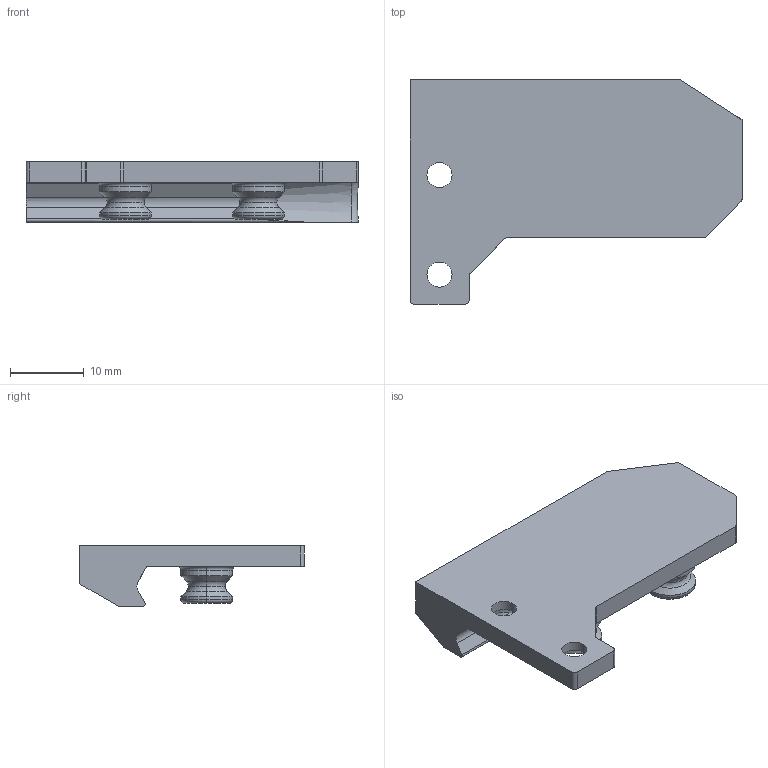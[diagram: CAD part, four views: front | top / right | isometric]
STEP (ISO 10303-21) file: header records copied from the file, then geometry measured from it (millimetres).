
FILE_DESCRIPTION (( 'STEP AP214' ), '1' );
FILE_NAME ('active_pen_tool_half_wings.STEP', '2020-11-04T01:54:36', ( '' ), ( '' ), 'SwSTEP 2.0', 'SolidWorks 2019', '' );
FILE_SCHEMA (( 'AUTOMOTIVE_DESIGN' ));
Length unit declared in the file: millimetre
Products named in the file (1): active_pen_tool_half_wings
Bounding box: 45 x 30.4 x 8.2 mm (x, y, z)
Volume: 4532.2 mm3; surface area: 3088.1 mm2
Topology: 1 solids, 1 shells, 79 faces, 189 edges, 114 vertices
Faces by surface type: cylinder 23, plane 18, torus 17, cone 14, bspline 7
Entity records: 2813 total; most frequent: CARTESIAN_POINT 960, DIRECTION 393, ORIENTED_EDGE 378, EDGE_CURVE 189, AXIS2_PLACEMENT_3D 160, VERTEX_POINT 114, CIRCLE 87, EDGE_LOOP 85
